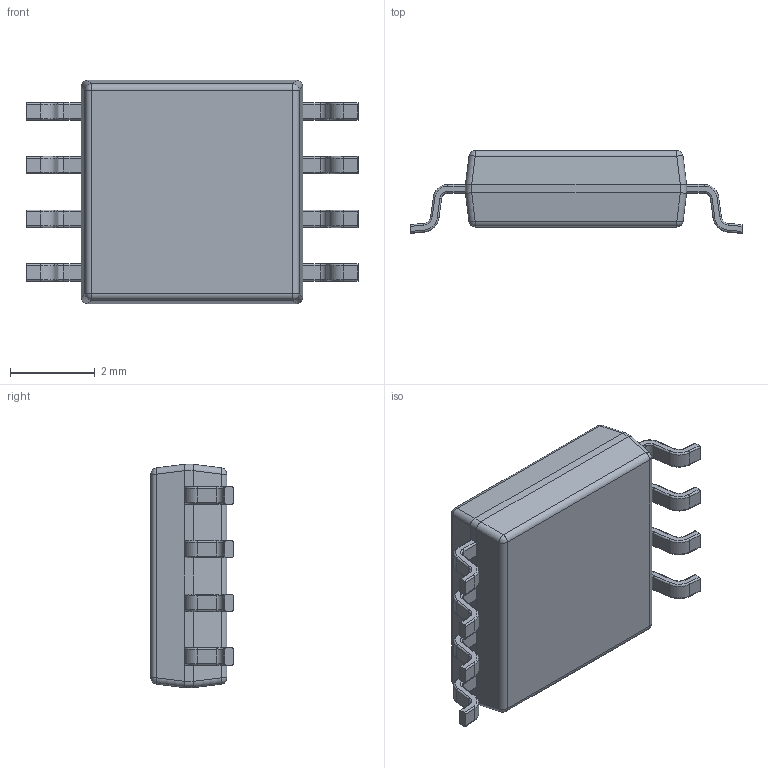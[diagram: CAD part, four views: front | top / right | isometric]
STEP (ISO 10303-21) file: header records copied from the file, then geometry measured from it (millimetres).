
FILE_DESCRIPTION(/* description */ (''),/* implementation_level */ '2;1');
FILE_NAME(/* name */ 'MX25V1635FM2I.step',/* time_stamp */ '2021-10-10T18:58:06-04:00',/* author */ (''),/* organization */ (''),/* preprocessor_version */ 'ST-DEVELOPER v18.1',/* originating_system */ 'Autodesk Translation Framework v10.10.0.1391',/* authorisation */ '');
FILE_SCHEMA (('AUTOMOTIVE_DESIGN { 1 0 10303 214 3 1 1 }'));
Length unit declared in the file: millimetre
Products named in the file (3): MX25V1635FM2I; Body; Legs
Assembly tree (2 placements, depth 2):
  MX25V1635FM2I
    Body
    Legs
Bounding box: 7.85 x 1.95 x 5.28 mm (x, y, z)
Volume: 49.1 mm3; surface area: 105.5 mm2
Topology: 9 solids, 9 shells, 324 faces, 763 edges, 458 vertices
Faces by surface type: cylinder 149, plane 103, torus 64, sphere 8
Full cylindrical faces by diameter (mm): 0.625 x1
Entity records: 9362 total; most frequent: DIRECTION 1807, CARTESIAN_POINT 1550, ORIENTED_EDGE 1526, EDGE_CURVE 763, AXIS2_PLACEMENT_3D 715, VERTEX_POINT 458, LINE 377, VECTOR 377
